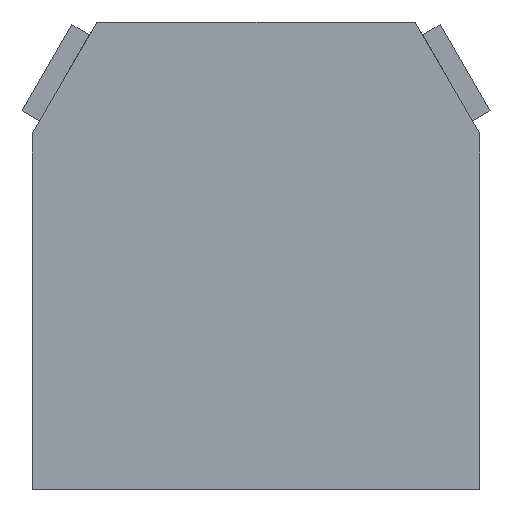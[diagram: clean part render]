
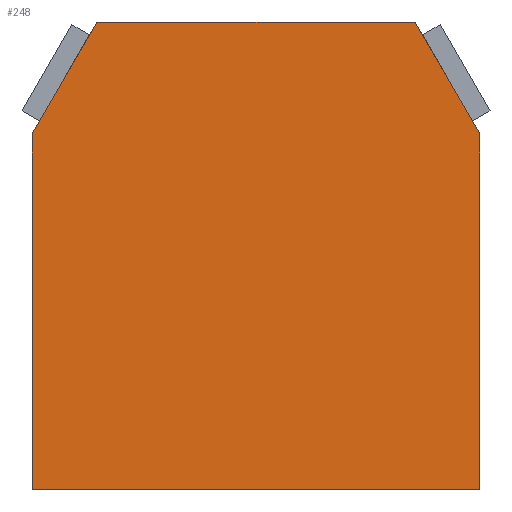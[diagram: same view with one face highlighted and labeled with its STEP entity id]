
A CAD part, front view. The second image highlights one B-rep face of the part: STEP entity #248.
In plain terms, the highlighted face is planar.
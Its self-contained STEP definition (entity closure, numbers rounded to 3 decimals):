
#248=ADVANCED_FACE('',(#386),#319,.F.);
#319=PLANE('',#1570);
#386=FACE_OUTER_BOUND('',#447,.T.);
#447=EDGE_LOOP('',(#534,#535,#536,#537,#538,#539));
#534=ORIENTED_EDGE('',*,*,#1032,.F.);
#535=ORIENTED_EDGE('',*,*,#1033,.F.);
#536=ORIENTED_EDGE('',*,*,#1034,.F.);
#537=ORIENTED_EDGE('',*,*,#1035,.F.);
#538=ORIENTED_EDGE('',*,*,#1036,.F.);
#539=ORIENTED_EDGE('',*,*,#1037,.F.);
#906=VERTEX_POINT('',#2079);
#907=VERTEX_POINT('',#2080);
#908=VERTEX_POINT('',#2082);
#909=VERTEX_POINT('',#2084);
#910=VERTEX_POINT('',#2086);
#911=VERTEX_POINT('',#2088);
#1032=EDGE_CURVE('',#906,#907,#1218,.T.);
#1033=EDGE_CURVE('',#908,#906,#1219,.T.);
#1034=EDGE_CURVE('',#909,#908,#1220,.T.);
#1035=EDGE_CURVE('',#910,#909,#1221,.T.);
#1036=EDGE_CURVE('',#911,#910,#1222,.T.);
#1037=EDGE_CURVE('',#907,#911,#1223,.T.);
#1218=LINE('',#2078,#1396);
#1219=LINE('',#2081,#1397);
#1220=LINE('',#2083,#1398);
#1221=LINE('',#2085,#1399);
#1222=LINE('',#2087,#1400);
#1223=LINE('',#2089,#1401);
#1396=VECTOR('',#1684,1.);
#1397=VECTOR('',#1685,1.);
#1398=VECTOR('',#1686,1.);
#1399=VECTOR('',#1687,1.);
#1400=VECTOR('',#1688,1.);
#1401=VECTOR('',#1689,1.);
#1570=AXIS2_PLACEMENT_3D('',#2090,#1690,#1691);
#1684=DIRECTION('',(0.5,-0.866,0.));
#1685=DIRECTION('',(1.,0.,0.));
#1686=DIRECTION('',(0.5,0.866,0.));
#1687=DIRECTION('',(0.,1.,0.));
#1688=DIRECTION('',(-1.,0.,0.));
#1689=DIRECTION('',(0.,-1.,0.));
#1690=DIRECTION('',(0.,0.,-1.));
#1691=DIRECTION('',(-1.,0.,0.));
#2078=CARTESIAN_POINT('',(7.825,23.,7.));
#2079=CARTESIAN_POINT('',(7.825,23.,7.));
#2080=CARTESIAN_POINT('',(11.,17.5,7.));
#2081=CARTESIAN_POINT('',(-7.825,23.,7.));
#2082=CARTESIAN_POINT('',(-7.825,23.,7.));
#2083=CARTESIAN_POINT('',(-11.,17.5,7.));
#2084=CARTESIAN_POINT('',(-11.,17.5,7.));
#2085=CARTESIAN_POINT('',(-11.,0.,7.));
#2086=CARTESIAN_POINT('',(-11.,0.,7.));
#2087=CARTESIAN_POINT('',(11.,0.,7.));
#2088=CARTESIAN_POINT('',(11.,0.,7.));
#2089=CARTESIAN_POINT('',(11.,17.5,7.));
#2090=CARTESIAN_POINT('',(-11.,23.,7.));
